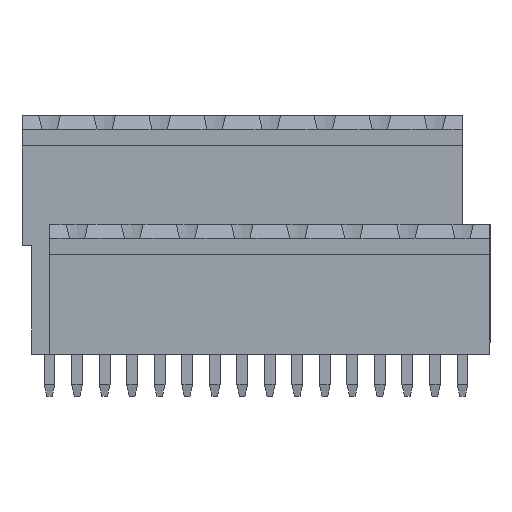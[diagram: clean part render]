
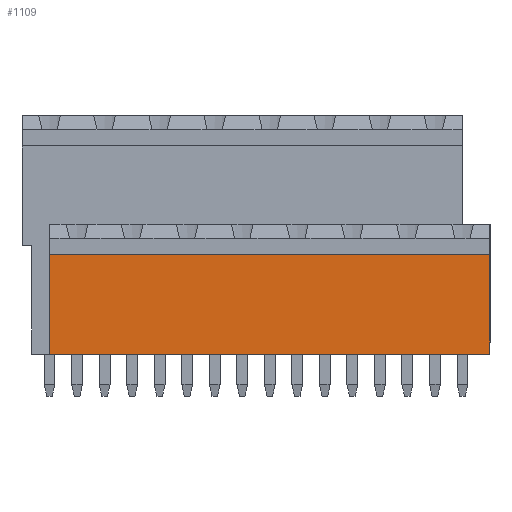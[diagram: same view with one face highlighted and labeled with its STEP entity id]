
A CAD part, front view. The second image highlights one B-rep face of the part: STEP entity #1109.
In plain terms, the highlighted planar face has unit normal (0, -1, 0).
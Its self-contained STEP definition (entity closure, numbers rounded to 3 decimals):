
#1109 = ADVANCED_FACE( '', ( #2583 ), #2584, .F. );
#2583 = FACE_OUTER_BOUND( '', #4523, .T. );
#2584 = PLANE( '', #4524 );
#4523 = EDGE_LOOP( '', ( #7238, #7239, #7240, #7241 ) );
#4524 = AXIS2_PLACEMENT_3D( '', #7242, #7243, #7244 );
#7238 = ORIENTED_EDGE( '', *, *, #12762, .F. );
#7239 = ORIENTED_EDGE( '', *, *, #12763, .F. );
#7240 = ORIENTED_EDGE( '', *, *, #12764, .F. );
#7241 = ORIENTED_EDGE( '', *, *, #12765, .F. );
#7242 = CARTESIAN_POINT( '', ( 0., -18.85, 0. ) );
#7243 = DIRECTION( '', ( 0., 1., 0. ) );
#7244 = DIRECTION( '', ( 0., 0., 1. ) );
#12762 = EDGE_CURVE( '', #15686, #15687, #15688, .T. );
#12763 = EDGE_CURVE( '', #15689, #15686, #15690, .T. );
#12764 = EDGE_CURVE( '', #15691, #15689, #15692, .T. );
#12765 = EDGE_CURVE( '', #15687, #15691, #15693, .T. );
#15686 = VERTEX_POINT( '', #19782 );
#15687 = VERTEX_POINT( '', #19783 );
#15688 = LINE( '', #19784, #19785 );
#15689 = VERTEX_POINT( '', #19786 );
#15690 = LINE( '', #19787, #19788 );
#15691 = VERTEX_POINT( '', #19789 );
#15692 = LINE( '', #19790, #19791 );
#15693 = LINE( '', #19792, #19793 );
#19782 = CARTESIAN_POINT( '', ( -17.78, -18.85, -11. ) );
#19783 = CARTESIAN_POINT( '', ( -17.78, -18.85, -1.8 ) );
#19784 = CARTESIAN_POINT( '', ( -17.78, -18.85, -11. ) );
#19785 = VECTOR( '', #23863, 1000. );
#19786 = CARTESIAN_POINT( '', ( 22.86, -18.85, -11. ) );
#19787 = CARTESIAN_POINT( '', ( 22.86, -18.85, -11. ) );
#19788 = VECTOR( '', #23864, 1000. );
#19789 = CARTESIAN_POINT( '', ( 22.86, -18.85, -1.8 ) );
#19790 = CARTESIAN_POINT( '', ( 22.86, -18.85, -1.8 ) );
#19791 = VECTOR( '', #23865, 1000. );
#19792 = CARTESIAN_POINT( '', ( -17.78, -18.85, -1.8 ) );
#19793 = VECTOR( '', #23866, 1000. );
#23863 = DIRECTION( '', ( 0., 0., 1. ) );
#23864 = DIRECTION( '', ( -1., 0., 0. ) );
#23865 = DIRECTION( '', ( 0., 0., -1. ) );
#23866 = DIRECTION( '', ( 1., 0., 0. ) );
